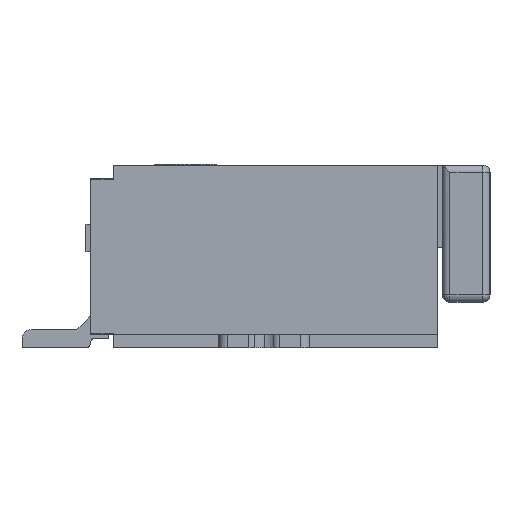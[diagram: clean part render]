
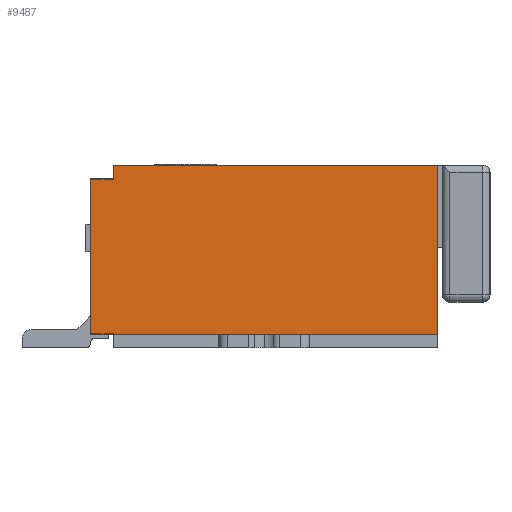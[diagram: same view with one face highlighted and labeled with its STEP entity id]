
A CAD part, left-side view. The second image highlights one B-rep face of the part: STEP entity #9487.
In plain terms, the highlighted planar face has unit normal (-1, 0, 0).
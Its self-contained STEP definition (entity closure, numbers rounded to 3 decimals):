
#1959 = CARTESIAN_POINT ( 'NONE',  ( -7.2, -0.375, 2. ) ) ;
#3823 = VERTEX_POINT ( 'NONE', #49630 ) ;
#4318 = VERTEX_POINT ( 'NONE', #37949 ) ;
#4380 = LINE ( 'NONE', #9477, #26928 ) ;
#6226 = DIRECTION ( 'NONE',  ( 0., 1., 0. ) ) ;
#6586 = EDGE_CURVE ( 'NONE', #57412, #9969, #45808, .T. ) ;
#8489 = CARTESIAN_POINT ( 'NONE',  ( -7.2, -0.625, 0. ) ) ;
#9090 = DIRECTION ( 'NONE',  ( 0., 0., 1. ) ) ;
#9190 = DIRECTION ( 'NONE',  ( 0., 0., -1. ) ) ;
#9477 = CARTESIAN_POINT ( 'NONE',  ( -7.2, -0.375, 0. ) ) ;
#9487 = ADVANCED_FACE ( 'NONE', ( #51825 ), #19175, .T. ) ;
#9502 = VECTOR ( 'NONE', #46035, 1000. ) ;
#9969 = VERTEX_POINT ( 'NONE', #12902 ) ;
#11166 = VERTEX_POINT ( 'NONE', #51236 ) ;
#12902 = CARTESIAN_POINT ( 'NONE',  ( -7.2, -4.175, 2. ) ) ;
#13331 = CARTESIAN_POINT ( 'NONE',  ( -7.2, -4.175, 0.15 ) ) ;
#14071 = CARTESIAN_POINT ( 'NONE',  ( -7.2, -4.175, 0. ) ) ;
#14286 = LINE ( 'NONE', #32442, #18914 ) ;
#14516 = CARTESIAN_POINT ( 'NONE',  ( -7.2, -0.625, 0.15 ) ) ;
#14610 = EDGE_CURVE ( 'NONE', #57412, #47701, #16161, .T. ) ;
#16161 = LINE ( 'NONE', #29158, #32658 ) ;
#16545 = EDGE_CURVE ( 'NONE', #4318, #42532, #50777, .T. ) ;
#18578 = CARTESIAN_POINT ( 'NONE',  ( -7.2, -0.625, 1.84 ) ) ;
#18914 = VECTOR ( 'NONE', #36987, 1000. ) ;
#19175 = PLANE ( 'NONE',  #26047 ) ;
#19712 = ORIENTED_EDGE ( 'NONE', *, *, #47219, .F. ) ;
#22590 = DIRECTION ( 'NONE',  ( 0., 0., 1. ) ) ;
#23113 = LINE ( 'NONE', #18578, #9502 ) ;
#25364 = EDGE_CURVE ( 'NONE', #3823, #11166, #4380, .T. ) ;
#26047 = AXIS2_PLACEMENT_3D ( 'NONE', #37582, #33649, #38174 ) ;
#26753 = ORIENTED_EDGE ( 'NONE', *, *, #25364, .T. ) ;
#26928 = VECTOR ( 'NONE', #9190, 1000. ) ;
#29019 = ORIENTED_EDGE ( 'NONE', *, *, #16545, .F. ) ;
#29158 = CARTESIAN_POINT ( 'NONE',  ( -7.2, -4.175, 0.15 ) ) ;
#31108 = CARTESIAN_POINT ( 'NONE',  ( -7.2, -0.625, 0.16 ) ) ;
#32370 = ORIENTED_EDGE ( 'NONE', *, *, #40674, .T. ) ;
#32442 = CARTESIAN_POINT ( 'NONE',  ( -7.2, -0.625, 0.16 ) ) ;
#32658 = VECTOR ( 'NONE', #6226, 1000. ) ;
#33649 = DIRECTION ( 'NONE',  ( -1., 0., 0. ) ) ;
#33993 = LINE ( 'NONE', #1959, #39512 ) ;
#35388 = LINE ( 'NONE', #8489, #45148 ) ;
#35846 = EDGE_LOOP ( 'NONE', ( #19712, #47941, #39566, #57030, #32370, #29019, #43475, #26753 ) ) ;
#36987 = DIRECTION ( 'NONE',  ( 0., 1., 0. ) ) ;
#37582 = CARTESIAN_POINT ( 'NONE',  ( -7.2, 0., 0. ) ) ;
#37922 = DIRECTION ( 'NONE',  ( 0., 1., 0. ) ) ;
#37949 = CARTESIAN_POINT ( 'NONE',  ( -7.2, -0.625, 1.84 ) ) ;
#38174 = DIRECTION ( 'NONE',  ( 0., -1., 0. ) ) ;
#39192 = EDGE_CURVE ( 'NONE', #4318, #3823, #23113, .T. ) ;
#39512 = VECTOR ( 'NONE', #37922, 1000. ) ;
#39531 = VERTEX_POINT ( 'NONE', #31108 ) ;
#39566 = ORIENTED_EDGE ( 'NONE', *, *, #14610, .F. ) ;
#40674 = EDGE_CURVE ( 'NONE', #9969, #42532, #33993, .T. ) ;
#41960 = DIRECTION ( 'NONE',  ( 0., 0., 1. ) ) ;
#42477 = CARTESIAN_POINT ( 'NONE',  ( -7.2, -0.625, 2. ) ) ;
#42532 = VERTEX_POINT ( 'NONE', #42477 ) ;
#43475 = ORIENTED_EDGE ( 'NONE', *, *, #39192, .T. ) ;
#45148 = VECTOR ( 'NONE', #9090, 1000. ) ;
#45808 = LINE ( 'NONE', #14071, #47808 ) ;
#46035 = DIRECTION ( 'NONE',  ( 0., 1., 0. ) ) ;
#47219 = EDGE_CURVE ( 'NONE', #39531, #11166, #14286, .T. ) ;
#47701 = VERTEX_POINT ( 'NONE', #14516 ) ;
#47808 = VECTOR ( 'NONE', #22590, 1000. ) ;
#47941 = ORIENTED_EDGE ( 'NONE', *, *, #53935, .F. ) ;
#49630 = CARTESIAN_POINT ( 'NONE',  ( -7.2, -0.375, 1.84 ) ) ;
#50777 = LINE ( 'NONE', #51074, #57146 ) ;
#51074 = CARTESIAN_POINT ( 'NONE',  ( -7.2, -0.625, 2. ) ) ;
#51236 = CARTESIAN_POINT ( 'NONE',  ( -7.2, -0.375, 0.16 ) ) ;
#51825 = FACE_OUTER_BOUND ( 'NONE', #35846, .T. ) ;
#53935 = EDGE_CURVE ( 'NONE', #47701, #39531, #35388, .T. ) ;
#57030 = ORIENTED_EDGE ( 'NONE', *, *, #6586, .T. ) ;
#57146 = VECTOR ( 'NONE', #41960, 1000. ) ;
#57412 = VERTEX_POINT ( 'NONE', #13331 ) ;
